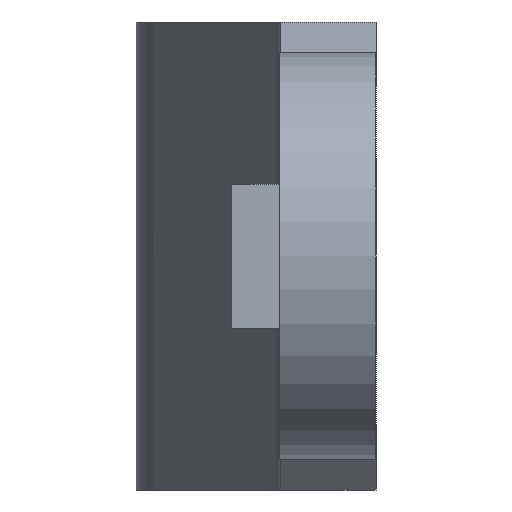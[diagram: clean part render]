
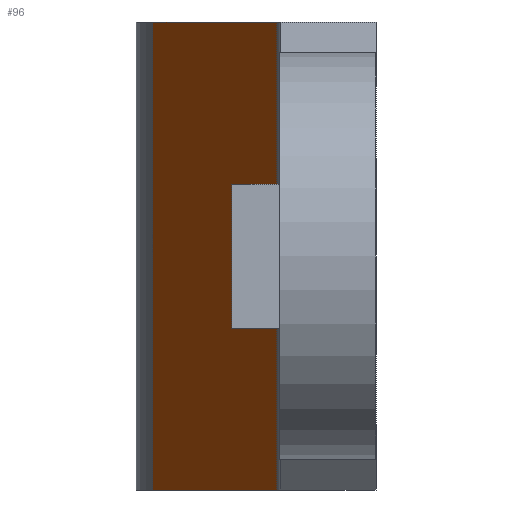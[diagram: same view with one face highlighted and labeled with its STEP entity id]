
A CAD part, left-side view. The second image highlights one B-rep face of the part: STEP entity #96.
In plain terms, the highlighted planar face has unit normal (-0.512, 0.859, 0).
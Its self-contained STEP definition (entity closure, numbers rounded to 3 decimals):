
#96 = ADVANCED_FACE( '', ( #213 ), #214, .F. );
#213 = FACE_OUTER_BOUND( '', #354, .T. );
#214 = PLANE( '', #355 );
#354 = EDGE_LOOP( '', ( #503, #504, #505, #506 ) );
#355 = AXIS2_PLACEMENT_3D( '', #507, #508, #509 );
#503 = ORIENTED_EDGE( '', *, *, #876, .T. );
#504 = ORIENTED_EDGE( '', *, *, #877, .T. );
#505 = ORIENTED_EDGE( '', *, *, #878, .F. );
#506 = ORIENTED_EDGE( '', *, *, #879, .T. );
#507 = CARTESIAN_POINT( '', ( 23.782, 9.295, 10. ) );
#508 = DIRECTION( '', ( 0.512, -0.859, 0. ) );
#509 = DIRECTION( '', ( 0.859, 0.512, 0. ) );
#876 = EDGE_CURVE( '', #1043, #1044, #1045, .T. );
#877 = EDGE_CURVE( '', #1044, #1046, #1047, .T. );
#878 = EDGE_CURVE( '', #1048, #1046, #1049, .T. );
#879 = EDGE_CURVE( '', #1048, #1043, #1050, .T. );
#1043 = VERTEX_POINT( '', #1280 );
#1044 = VERTEX_POINT( '', #1281 );
#1045 = LINE( '', #1282, #1283 );
#1046 = VERTEX_POINT( '', #1284 );
#1047 = LINE( '', #1285, #1286 );
#1048 = VERTEX_POINT( '', #1287 );
#1049 = LINE( '', #1288, #1289 );
#1050 = LINE( '', #1290, #1291 );
#1280 = CARTESIAN_POINT( '', ( 23.782, 9.295, 9.75 ) );
#1281 = CARTESIAN_POINT( '', ( 23.782, 9.295, -9.75 ) );
#1282 = CARTESIAN_POINT( '', ( 23.782, 9.295, 10. ) );
#1283 = VECTOR( '', #1562, 1000. );
#1284 = CARTESIAN_POINT( '', ( 15.137, 4.141, -9.75 ) );
#1285 = CARTESIAN_POINT( '', ( 23.782, 9.295, -9.75 ) );
#1286 = VECTOR( '', #1563, 1000. );
#1287 = CARTESIAN_POINT( '', ( 15.137, 4.141, 9.75 ) );
#1288 = CARTESIAN_POINT( '', ( 15.137, 4.141, 10. ) );
#1289 = VECTOR( '', #1564, 1000. );
#1290 = CARTESIAN_POINT( '', ( 23.782, 9.295, 9.75 ) );
#1291 = VECTOR( '', #1565, 1000. );
#1562 = DIRECTION( '', ( 0., 0., -1. ) );
#1563 = DIRECTION( '', ( -0.859, -0.512, 0. ) );
#1564 = DIRECTION( '', ( 0., 0., -1. ) );
#1565 = DIRECTION( '', ( 0.859, 0.512, 0. ) );
